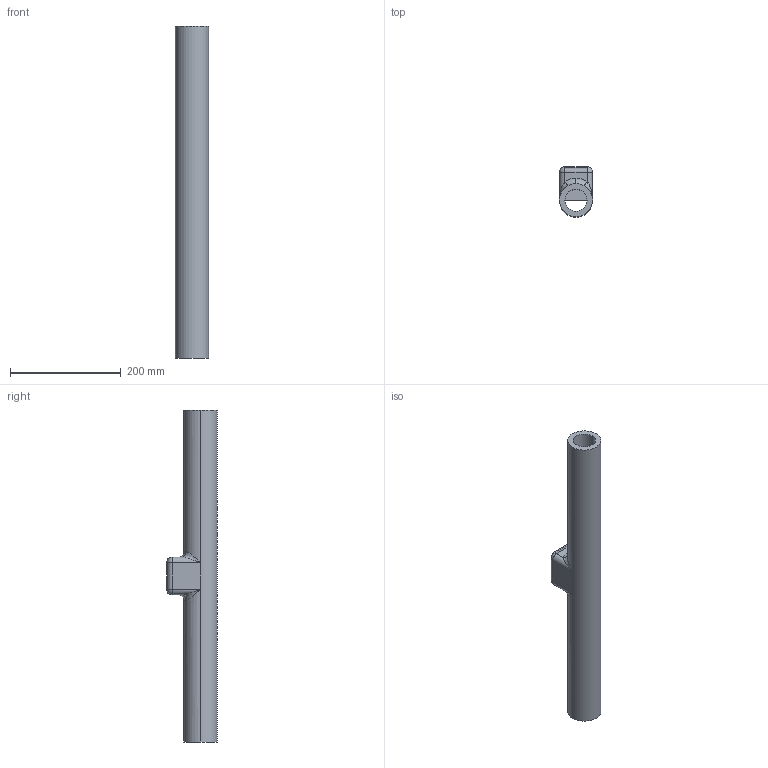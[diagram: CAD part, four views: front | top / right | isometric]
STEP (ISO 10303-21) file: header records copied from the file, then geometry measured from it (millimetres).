
FILE_DESCRIPTION (( 'STEP AP203' ), '1' );
FILE_NAME ('Rack housing_Default_sldprt.STEP', '2023-03-14T11:05:29', ( '' ), ( '' ), 'SwSTEP 2.0', 'SolidWorks 2021', '' );
FILE_SCHEMA (( 'CONFIG_CONTROL_DESIGN' ));
Length unit declared in the file: millimetre
Products named in the file (1): Rack housing_Default_sldprt
Bounding box: 60 x 91 x 600 mm (x, y, z)
Volume: 970065.4 mm3; surface area: 211362.4 mm2
Topology: 1 solids, 1 shells, 43 faces, 102 edges, 52 vertices
Faces by surface type: plane 16, cylinder 14, torus 5, bspline 4, sphere 4
Entity records: 1733 total; most frequent: CARTESIAN_POINT 723, DIRECTION 203, ORIENTED_EDGE 188, EDGE_CURVE 94, AXIS2_PLACEMENT_3D 79, VERTEX_POINT 52, EDGE_LOOP 46, VECTOR 45
